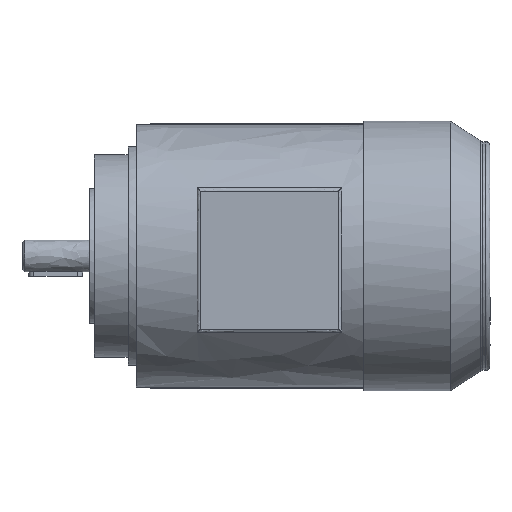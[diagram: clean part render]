
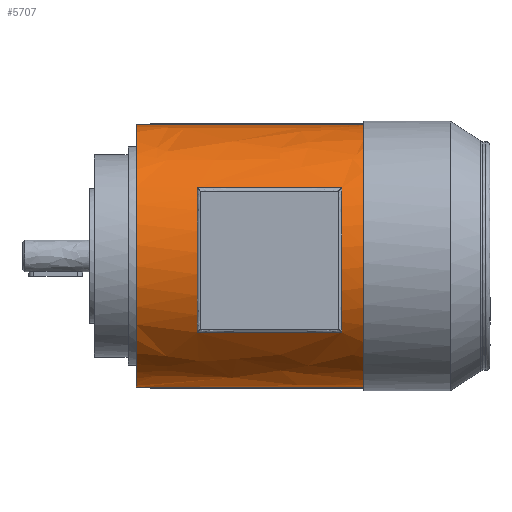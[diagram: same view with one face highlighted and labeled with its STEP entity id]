
A CAD part, front view. The second image highlights one B-rep face of the part: STEP entity #5707.
In plain terms, the highlighted free-form (B-spline) face has degree [3, 1] with [4, 2] control points.
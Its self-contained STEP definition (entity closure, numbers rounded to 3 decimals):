
#5707 = ADVANCED_FACE('',(#5708,#5779),#5721,.T.);
#5708 = FACE_BOUND('',#5709,.T.);
#5709 = EDGE_LOOP('',(#5710,#5735,#5751,#5765));
#5710 = ORIENTED_EDGE('',*,*,#5711,.T.);
#5711 = EDGE_CURVE('',#5712,#5714,#5716,.T.);
#5712 = VERTEX_POINT('',#5713);
#5713 = CARTESIAN_POINT('',(28.,0.,-78.));
#5714 = VERTEX_POINT('',#5715);
#5715 = CARTESIAN_POINT('',(163.,0.,-78.));
#5716 = SURFACE_CURVE('',#5717,(#5720),.PCURVE_S1.);
#5717 = B_SPLINE_CURVE_WITH_KNOTS('',1,(#5718,#5719),.UNSPECIFIED.,.F.,
  .F.,(2,2),(-0.489,-0.354),.PIECEWISE_BEZIER_KNOTS.);
#5718 = CARTESIAN_POINT('',(28.,0.,-78.));
#5719 = CARTESIAN_POINT('',(163.,0.,-78.));
#5720 = PCURVE('',#5721,#5730);
#5721 = ( BOUNDED_SURFACE() B_SPLINE_SURFACE(3,1,(
    (#5722,#5723)
    ,(#5724,#5725)
    ,(#5726,#5727)
    ,(#5728,#5729
)),.UNSPECIFIED.,.F.,.F.,.F.) B_SPLINE_SURFACE_WITH_KNOTS((4,4),(2,2),(
    0.,1.),(0.,1.),.PIECEWISE_BEZIER_KNOTS.) 
GEOMETRIC_REPRESENTATION_ITEM() RATIONAL_B_SPLINE_SURFACE((
    (1.,1.)
    ,(0.333,0.333)
    ,(0.333,0.333)
,(1.,1.))) REPRESENTATION_ITEM('') SURFACE() );
#5722 = CARTESIAN_POINT('',(163.,0.,-78.));
#5723 = CARTESIAN_POINT('',(28.,0.,-78.));
#5724 = CARTESIAN_POINT('',(163.,-156.,-78.));
#5725 = CARTESIAN_POINT('',(28.,-156.,-78.));
#5726 = CARTESIAN_POINT('',(163.,-156.,78.));
#5727 = CARTESIAN_POINT('',(28.,-156.,78.));
#5728 = CARTESIAN_POINT('',(163.,0.,78.));
#5729 = CARTESIAN_POINT('',(28.,0.,78.));
#5730 = DEFINITIONAL_REPRESENTATION('',(#5731),#5734);
#5731 = B_SPLINE_CURVE_WITH_KNOTS('',1,(#5732,#5733),.UNSPECIFIED.,.F.,
  .F.,(2,2),(-0.489,-0.354),.PIECEWISE_BEZIER_KNOTS.);
#5732 = CARTESIAN_POINT('',(0.,1.));
#5733 = CARTESIAN_POINT('',(0.,0.));
#5734 = ( GEOMETRIC_REPRESENTATION_CONTEXT(2) 
PARAMETRIC_REPRESENTATION_CONTEXT() REPRESENTATION_CONTEXT('2D SPACE',''
  ) );
#5735 = ORIENTED_EDGE('',*,*,#5736,.T.);
#5736 = EDGE_CURVE('',#5714,#5737,#5739,.T.);
#5737 = VERTEX_POINT('',#5738);
#5738 = CARTESIAN_POINT('',(163.,0.,78.));
#5739 = SURFACE_CURVE('',#5740,(#5745),.PCURVE_S1.);
#5740 = ( BOUNDED_CURVE() B_SPLINE_CURVE(3,(#5741,#5742,#5743,#5744),
.UNSPECIFIED.,.F.,.F.) B_SPLINE_CURVE_WITH_KNOTS((4,4),(3.142,
6.283),.PIECEWISE_BEZIER_KNOTS.) CURVE() 
GEOMETRIC_REPRESENTATION_ITEM() RATIONAL_B_SPLINE_CURVE((1.,
0.333,0.333,1.)) REPRESENTATION_ITEM('') );
#5741 = CARTESIAN_POINT('',(163.,0.,-78.));
#5742 = CARTESIAN_POINT('',(163.,-156.,-78.));
#5743 = CARTESIAN_POINT('',(163.,-156.,78.));
#5744 = CARTESIAN_POINT('',(163.,0.,78.));
#5745 = PCURVE('',#5721,#5746);
#5746 = DEFINITIONAL_REPRESENTATION('',(#5747),#5750);
#5747 = B_SPLINE_CURVE_WITH_KNOTS('',1,(#5748,#5749),.UNSPECIFIED.,.F.,
  .F.,(2,2),(3.142,6.283),.PIECEWISE_BEZIER_KNOTS.);
#5748 = CARTESIAN_POINT('',(0.,0.));
#5749 = CARTESIAN_POINT('',(1.,0.));
#5750 = ( GEOMETRIC_REPRESENTATION_CONTEXT(2) 
PARAMETRIC_REPRESENTATION_CONTEXT() REPRESENTATION_CONTEXT('2D SPACE',''
  ) );
#5751 = ORIENTED_EDGE('',*,*,#5752,.T.);
#5752 = EDGE_CURVE('',#5737,#5753,#5755,.T.);
#5753 = VERTEX_POINT('',#5754);
#5754 = CARTESIAN_POINT('',(28.,0.,78.));
#5755 = SURFACE_CURVE('',#5756,(#5759),.PCURVE_S1.);
#5756 = B_SPLINE_CURVE_WITH_KNOTS('',1,(#5757,#5758),.UNSPECIFIED.,.F.,
  .F.,(2,2),(0.354,0.489),.PIECEWISE_BEZIER_KNOTS.);
#5757 = CARTESIAN_POINT('',(163.,0.,78.));
#5758 = CARTESIAN_POINT('',(28.,0.,78.));
#5759 = PCURVE('',#5721,#5760);
#5760 = DEFINITIONAL_REPRESENTATION('',(#5761),#5764);
#5761 = B_SPLINE_CURVE_WITH_KNOTS('',1,(#5762,#5763),.UNSPECIFIED.,.F.,
  .F.,(2,2),(0.354,0.489),.PIECEWISE_BEZIER_KNOTS.);
#5762 = CARTESIAN_POINT('',(1.,0.));
#5763 = CARTESIAN_POINT('',(1.,1.));
#5764 = ( GEOMETRIC_REPRESENTATION_CONTEXT(2) 
PARAMETRIC_REPRESENTATION_CONTEXT() REPRESENTATION_CONTEXT('2D SPACE',''
  ) );
#5765 = ORIENTED_EDGE('',*,*,#5766,.T.);
#5766 = EDGE_CURVE('',#5753,#5712,#5767,.T.);
#5767 = SURFACE_CURVE('',#5768,(#5773),.PCURVE_S1.);
#5768 = ( BOUNDED_CURVE() B_SPLINE_CURVE(3,(#5769,#5770,#5771,#5772),
.UNSPECIFIED.,.F.,.F.) B_SPLINE_CURVE_WITH_KNOTS((4,4),(-6.283,
-3.142),.PIECEWISE_BEZIER_KNOTS.) CURVE() 
GEOMETRIC_REPRESENTATION_ITEM() RATIONAL_B_SPLINE_CURVE((1.,
0.333,0.333,1.)) REPRESENTATION_ITEM('') );
#5769 = CARTESIAN_POINT('',(28.,0.,78.));
#5770 = CARTESIAN_POINT('',(28.,-156.,78.));
#5771 = CARTESIAN_POINT('',(28.,-156.,-78.));
#5772 = CARTESIAN_POINT('',(28.,0.,-78.));
#5773 = PCURVE('',#5721,#5774);
#5774 = DEFINITIONAL_REPRESENTATION('',(#5775),#5778);
#5775 = B_SPLINE_CURVE_WITH_KNOTS('',1,(#5776,#5777),.UNSPECIFIED.,.F.,
  .F.,(2,2),(-6.283,-3.142),.PIECEWISE_BEZIER_KNOTS.);
#5776 = CARTESIAN_POINT('',(1.,1.));
#5777 = CARTESIAN_POINT('',(0.,1.));
#5778 = ( GEOMETRIC_REPRESENTATION_CONTEXT(2) 
PARAMETRIC_REPRESENTATION_CONTEXT() REPRESENTATION_CONTEXT('2D SPACE',''
  ) );
#5779 = FACE_BOUND('',#5780,.T.);
#5780 = EDGE_LOOP('',(#5781,#5799,#5813,#5829));
#5781 = ORIENTED_EDGE('',*,*,#5782,.T.);
#5782 = EDGE_CURVE('',#5783,#5785,#5787,.T.);
#5783 = VERTEX_POINT('',#5784);
#5784 = CARTESIAN_POINT('',(64.,-63.384,-45.459));
#5785 = VERTEX_POINT('',#5786);
#5786 = CARTESIAN_POINT('',(64.,-66.636,40.542));
#5787 = SURFACE_CURVE('',#5788,(#5793),.PCURVE_S1.);
#5788 = ( BOUNDED_CURVE() B_SPLINE_CURVE(3,(#5789,#5790,#5791,#5792),
.UNSPECIFIED.,.F.,.F.) B_SPLINE_CURVE_WITH_KNOTS((4,4),(-5.335,
-4.166),.PIECEWISE_BEZIER_KNOTS.) CURVE() 
GEOMETRIC_REPRESENTATION_ITEM() RATIONAL_B_SPLINE_CURVE((1.,
0.889,0.889,1.)) REPRESENTATION_ITEM('') );
#5789 = CARTESIAN_POINT('',(64.,-63.384,-45.459));
#5790 = CARTESIAN_POINT('',(64.,-82.183,-19.247));
#5791 = CARTESIAN_POINT('',(64.,-83.401,12.985));
#5792 = CARTESIAN_POINT('',(64.,-66.636,40.542));
#5793 = PCURVE('',#5721,#5794);
#5794 = DEFINITIONAL_REPRESENTATION('',(#5795),#5798);
#5795 = B_SPLINE_CURVE_WITH_KNOTS('',1,(#5796,#5797),.UNSPECIFIED.,.F.,
  .F.,(2,2),(-5.335,-4.166),.PIECEWISE_BEZIER_KNOTS.);
#5796 = CARTESIAN_POINT('',(0.339,0.733));
#5797 = CARTESIAN_POINT('',(0.64,0.733));
#5798 = ( GEOMETRIC_REPRESENTATION_CONTEXT(2) 
PARAMETRIC_REPRESENTATION_CONTEXT() REPRESENTATION_CONTEXT('2D SPACE',''
  ) );
#5799 = ORIENTED_EDGE('',*,*,#5800,.T.);
#5800 = EDGE_CURVE('',#5785,#5801,#5803,.T.);
#5801 = VERTEX_POINT('',#5802);
#5802 = CARTESIAN_POINT('',(150.,-66.636,40.542));
#5803 = SURFACE_CURVE('',#5804,(#5807),.PCURVE_S1.);
#5804 = B_SPLINE_CURVE_WITH_KNOTS('',1,(#5805,#5806),.UNSPECIFIED.,.F.,
  .F.,(2,2),(-0.453,-0.367),.PIECEWISE_BEZIER_KNOTS.);
#5805 = CARTESIAN_POINT('',(64.,-66.636,40.542));
#5806 = CARTESIAN_POINT('',(150.,-66.636,40.542));
#5807 = PCURVE('',#5721,#5808);
#5808 = DEFINITIONAL_REPRESENTATION('',(#5809),#5812);
#5809 = B_SPLINE_CURVE_WITH_KNOTS('',1,(#5810,#5811),.UNSPECIFIED.,.F.,
  .F.,(2,2),(-0.453,-0.367),.PIECEWISE_BEZIER_KNOTS.);
#5810 = CARTESIAN_POINT('',(0.64,0.733));
#5811 = CARTESIAN_POINT('',(0.64,0.096));
#5812 = ( GEOMETRIC_REPRESENTATION_CONTEXT(2) 
PARAMETRIC_REPRESENTATION_CONTEXT() REPRESENTATION_CONTEXT('2D SPACE',''
  ) );
#5813 = ORIENTED_EDGE('',*,*,#5814,.T.);
#5814 = EDGE_CURVE('',#5801,#5815,#5817,.T.);
#5815 = VERTEX_POINT('',#5816);
#5816 = CARTESIAN_POINT('',(150.,-63.384,-45.459));
#5817 = SURFACE_CURVE('',#5818,(#5823),.PCURVE_S1.);
#5818 = ( BOUNDED_CURVE() B_SPLINE_CURVE(3,(#5819,#5820,#5821,#5822),
.UNSPECIFIED.,.F.,.F.) B_SPLINE_CURVE_WITH_KNOTS((4,4),(-5.259,
-4.09),.PIECEWISE_BEZIER_KNOTS.) CURVE() 
GEOMETRIC_REPRESENTATION_ITEM() RATIONAL_B_SPLINE_CURVE((1.,
0.889,0.889,1.)) REPRESENTATION_ITEM('') );
#5819 = CARTESIAN_POINT('',(150.,-66.636,40.542));
#5820 = CARTESIAN_POINT('',(150.,-83.401,12.985));
#5821 = CARTESIAN_POINT('',(150.,-82.183,-19.247));
#5822 = CARTESIAN_POINT('',(150.,-63.384,-45.459));
#5823 = PCURVE('',#5721,#5824);
#5824 = DEFINITIONAL_REPRESENTATION('',(#5825),#5828);
#5825 = B_SPLINE_CURVE_WITH_KNOTS('',1,(#5826,#5827),.UNSPECIFIED.,.F.,
  .F.,(2,2),(-5.259,-4.09),.PIECEWISE_BEZIER_KNOTS.);
#5826 = CARTESIAN_POINT('',(0.64,0.096));
#5827 = CARTESIAN_POINT('',(0.339,0.096));
#5828 = ( GEOMETRIC_REPRESENTATION_CONTEXT(2) 
PARAMETRIC_REPRESENTATION_CONTEXT() REPRESENTATION_CONTEXT('2D SPACE',''
  ) );
#5829 = ORIENTED_EDGE('',*,*,#5830,.T.);
#5830 = EDGE_CURVE('',#5815,#5783,#5831,.T.);
#5831 = SURFACE_CURVE('',#5832,(#5835),.PCURVE_S1.);
#5832 = B_SPLINE_CURVE_WITH_KNOTS('',1,(#5833,#5834),.UNSPECIFIED.,.F.,
  .F.,(2,2),(0.367,0.453),.PIECEWISE_BEZIER_KNOTS.);
#5833 = CARTESIAN_POINT('',(150.,-63.384,-45.459));
#5834 = CARTESIAN_POINT('',(64.,-63.384,-45.459));
#5835 = PCURVE('',#5721,#5836);
#5836 = DEFINITIONAL_REPRESENTATION('',(#5837),#5840);
#5837 = B_SPLINE_CURVE_WITH_KNOTS('',1,(#5838,#5839),.UNSPECIFIED.,.F.,
  .F.,(2,2),(0.367,0.453),.PIECEWISE_BEZIER_KNOTS.);
#5838 = CARTESIAN_POINT('',(0.339,0.096));
#5839 = CARTESIAN_POINT('',(0.339,0.733));
#5840 = ( GEOMETRIC_REPRESENTATION_CONTEXT(2) 
PARAMETRIC_REPRESENTATION_CONTEXT() REPRESENTATION_CONTEXT('2D SPACE',''
  ) );
